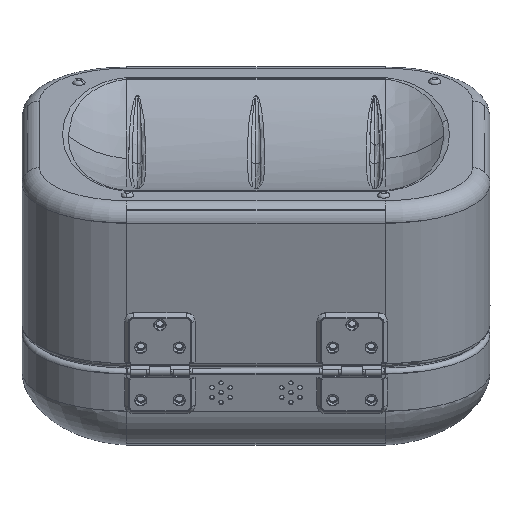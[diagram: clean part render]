
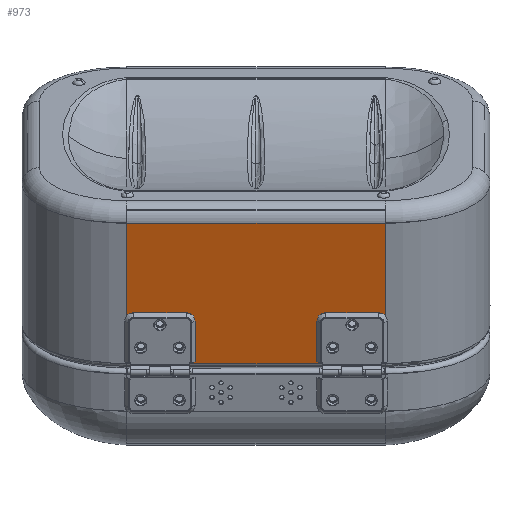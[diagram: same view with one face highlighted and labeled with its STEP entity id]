
A CAD part, front view. The second image highlights one B-rep face of the part: STEP entity #973.
In plain terms, the highlighted planar face has unit normal (0, -0.926, -0.377).
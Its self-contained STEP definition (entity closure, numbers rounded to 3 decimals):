
#973=ADVANCED_FACE('',(#2841,#2842,#2843,#2844,#2845,#2846,#2847),#2848,.T.);
#2841=FACE_OUTER_BOUND('',#15992,.T.);
#2842=FACE_BOUND('',#15993,.T.);
#2843=FACE_BOUND('',#15994,.T.);
#2844=FACE_BOUND('',#15995,.T.);
#2845=FACE_BOUND('',#15996,.T.);
#2846=FACE_BOUND('',#15997,.T.);
#2847=FACE_BOUND('',#15998,.T.);
#2848=PLANE('',#15999);
#15992=EDGE_LOOP('',(#23379,#23380,#23381,#23382));
#15993=EDGE_LOOP('',(#23383,#23384));
#15994=EDGE_LOOP('',(#23385,#23386));
#15995=EDGE_LOOP('',(#23387,#23388));
#15996=EDGE_LOOP('',(#23389,#23390));
#15997=EDGE_LOOP('',(#23391,#23392));
#15998=EDGE_LOOP('',(#23393,#23394));
#15999=AXIS2_PLACEMENT_3D('',#23395,#23396,#23397);
#23379=ORIENTED_EDGE('',*,*,#26173,.T.);
#23380=ORIENTED_EDGE('',*,*,#26148,.T.);
#23381=ORIENTED_EDGE('',*,*,#26174,.T.);
#23382=ORIENTED_EDGE('',*,*,#26175,.T.);
#23383=ORIENTED_EDGE('',*,*,#26146,.F.);
#23384=ORIENTED_EDGE('',*,*,#26145,.F.);
#23385=ORIENTED_EDGE('',*,*,#26142,.F.);
#23386=ORIENTED_EDGE('',*,*,#26141,.F.);
#23387=ORIENTED_EDGE('',*,*,#26138,.F.);
#23388=ORIENTED_EDGE('',*,*,#26137,.F.);
#23389=ORIENTED_EDGE('',*,*,#26134,.F.);
#23390=ORIENTED_EDGE('',*,*,#26133,.F.);
#23391=ORIENTED_EDGE('',*,*,#26130,.F.);
#23392=ORIENTED_EDGE('',*,*,#26129,.F.);
#23393=ORIENTED_EDGE('',*,*,#26126,.F.);
#23394=ORIENTED_EDGE('',*,*,#26125,.F.);
#23395=CARTESIAN_POINT('',(-140.27,407.969,-57.494));
#23396=DIRECTION('',(0.,-0.926,-0.377));
#23397=DIRECTION('',(0.0,0.377,-0.926));
#26125=EDGE_CURVE('',#29248,#29246,#29250,.T.);
#26126=EDGE_CURVE('',#29246,#29248,#29251,.T.);
#26129=EDGE_CURVE('',#29254,#29252,#29256,.T.);
#26130=EDGE_CURVE('',#29252,#29254,#29257,.T.);
#26133=EDGE_CURVE('',#29260,#29258,#29262,.T.);
#26134=EDGE_CURVE('',#29258,#29260,#29263,.T.);
#26137=EDGE_CURVE('',#29266,#29264,#29268,.T.);
#26138=EDGE_CURVE('',#29264,#29266,#29269,.T.);
#26141=EDGE_CURVE('',#29272,#29270,#29274,.T.);
#26142=EDGE_CURVE('',#29270,#29272,#29275,.T.);
#26145=EDGE_CURVE('',#29278,#29276,#29280,.T.);
#26146=EDGE_CURVE('',#29276,#29278,#29281,.T.);
#26148=EDGE_CURVE('',#29284,#29282,#29285,.T.);
#26173=EDGE_CURVE('',#29320,#29284,#29321,.T.);
#26174=EDGE_CURVE('',#29282,#29322,#29323,.T.);
#26175=EDGE_CURVE('',#29322,#29320,#29324,.T.);
#29246=VERTEX_POINT('',#36720);
#29248=VERTEX_POINT('',#36723);
#29250=CIRCLE('',#36726,2.25);
#29251=CIRCLE('',#36727,2.25);
#29252=VERTEX_POINT('',#36728);
#29254=VERTEX_POINT('',#36731);
#29256=CIRCLE('',#36734,2.25);
#29257=CIRCLE('',#36735,2.25);
#29258=VERTEX_POINT('',#36736);
#29260=VERTEX_POINT('',#36739);
#29262=CIRCLE('',#36742,2.25);
#29263=CIRCLE('',#36743,2.25);
#29264=VERTEX_POINT('',#36744);
#29266=VERTEX_POINT('',#36747);
#29268=CIRCLE('',#36750,2.25);
#29269=CIRCLE('',#36751,2.25);
#29270=VERTEX_POINT('',#36752);
#29272=VERTEX_POINT('',#36755);
#29274=CIRCLE('',#36758,2.25);
#29275=CIRCLE('',#36759,2.25);
#29276=VERTEX_POINT('',#36760);
#29278=VERTEX_POINT('',#36763);
#29280=CIRCLE('',#36766,2.25);
#29281=CIRCLE('',#36767,2.25);
#29282=VERTEX_POINT('',#36768);
#29284=VERTEX_POINT('',#36770);
#29285=LINE('',#36771,#36772);
#29320=VERTEX_POINT('',#37117);
#29321=LINE('',#37118,#37119);
#29322=VERTEX_POINT('',#37120);
#29323=LINE('',#37121,#37122);
#29324=LINE('',#37123,#37124);
#36720=CARTESIAN_POINT('',(-63.52,435.003,-123.902));
#36723=CARTESIAN_POINT('',(-59.02,435.003,-123.902));
#36726=AXIS2_PLACEMENT_3D('',#40647,#40648,#40649);
#36727=AXIS2_PLACEMENT_3D('',#40650,#40651,#40652);
#36728=CARTESIAN_POINT('',(46.48,435.003,-123.902));
#36731=CARTESIAN_POINT('',(50.98,435.003,-123.902));
#36734=AXIS2_PLACEMENT_3D('',#40655,#40656,#40657);
#36735=AXIS2_PLACEMENT_3D('',#40658,#40659,#40660);
#36736=CARTESIAN_POINT('',(57.48,440.282,-136.869));
#36739=CARTESIAN_POINT('',(61.98,440.282,-136.869));
#36742=AXIS2_PLACEMENT_3D('',#40663,#40664,#40665);
#36743=AXIS2_PLACEMENT_3D('',#40666,#40667,#40668);
#36744=CARTESIAN_POINT('',(35.48,440.282,-136.869));
#36747=CARTESIAN_POINT('',(39.98,440.282,-136.869));
#36750=AXIS2_PLACEMENT_3D('',#40671,#40672,#40673);
#36751=AXIS2_PLACEMENT_3D('',#40674,#40675,#40676);
#36752=CARTESIAN_POINT('',(-52.52,440.282,-136.869));
#36755=CARTESIAN_POINT('',(-48.02,440.282,-136.869));
#36758=AXIS2_PLACEMENT_3D('',#40679,#40680,#40681);
#36759=AXIS2_PLACEMENT_3D('',#40682,#40683,#40684);
#36760=CARTESIAN_POINT('',(-74.52,440.282,-136.869));
#36763=CARTESIAN_POINT('',(-70.02,440.282,-136.869));
#36766=AXIS2_PLACEMENT_3D('',#40687,#40688,#40689);
#36767=AXIS2_PLACEMENT_3D('',#40690,#40691,#40692);
#36768=CARTESIAN_POINT('',(67.73,444.429,-147.057));
#36770=CARTESIAN_POINT('',(-80.27,444.429,-147.057));
#36771=CARTESIAN_POINT('',(-80.27,444.429,-147.057));
#36772=VECTOR('',#40696,148.);
#37117=CARTESIAN_POINT('',(-80.27,411.739,-66.756));
#37118=CARTESIAN_POINT('',(-80.27,411.739,-66.756));
#37119=VECTOR('',#40725,86.7);
#37120=CARTESIAN_POINT('',(67.73,411.739,-66.756));
#37121=CARTESIAN_POINT('',(67.73,444.429,-147.057));
#37122=VECTOR('',#40726,86.7);
#37123=CARTESIAN_POINT('',(67.73,411.739,-66.756));
#37124=VECTOR('',#40727,148.0);
#40647=CARTESIAN_POINT('',(-61.27,435.003,-123.902));
#40648=DIRECTION('',(0.,-0.926,-0.377));
#40649=DIRECTION('',(1.0,0.,0.));
#40650=CARTESIAN_POINT('',(-61.27,435.003,-123.902));
#40651=DIRECTION('',(0.,-0.926,-0.377));
#40652=DIRECTION('',(-1.0,0.,0.));
#40655=CARTESIAN_POINT('',(48.73,435.003,-123.902));
#40656=DIRECTION('',(0.,-0.926,-0.377));
#40657=DIRECTION('',(1.0,0.,0.));
#40658=CARTESIAN_POINT('',(48.73,435.003,-123.902));
#40659=DIRECTION('',(0.,-0.926,-0.377));
#40660=DIRECTION('',(-1.0,0.,0.));
#40663=CARTESIAN_POINT('',(59.73,440.282,-136.869));
#40664=DIRECTION('',(0.,-0.926,-0.377));
#40665=DIRECTION('',(1.0,0.,0.));
#40666=CARTESIAN_POINT('',(59.73,440.282,-136.869));
#40667=DIRECTION('',(0.,-0.926,-0.377));
#40668=DIRECTION('',(-1.0,0.,0.));
#40671=CARTESIAN_POINT('',(37.73,440.282,-136.869));
#40672=DIRECTION('',(0.,-0.926,-0.377));
#40673=DIRECTION('',(1.0,0.,0.));
#40674=CARTESIAN_POINT('',(37.73,440.282,-136.869));
#40675=DIRECTION('',(0.,-0.926,-0.377));
#40676=DIRECTION('',(-1.0,0.,0.));
#40679=CARTESIAN_POINT('',(-50.27,440.282,-136.869));
#40680=DIRECTION('',(0.,-0.926,-0.377));
#40681=DIRECTION('',(1.0,0.,0.));
#40682=CARTESIAN_POINT('',(-50.27,440.282,-136.869));
#40683=DIRECTION('',(0.,-0.926,-0.377));
#40684=DIRECTION('',(-1.0,0.,0.));
#40687=CARTESIAN_POINT('',(-72.27,440.282,-136.869));
#40688=DIRECTION('',(0.,-0.926,-0.377));
#40689=DIRECTION('',(1.0,0.,0.));
#40690=CARTESIAN_POINT('',(-72.27,440.282,-136.869));
#40691=DIRECTION('',(0.,-0.926,-0.377));
#40692=DIRECTION('',(-1.0,0.,0.));
#40696=DIRECTION('',(1.,0.,0.));
#40725=DIRECTION('',(0.,0.377,-0.926));
#40726=DIRECTION('',(0.,-0.377,0.926));
#40727=DIRECTION('',(-1.,0.0,0.));
